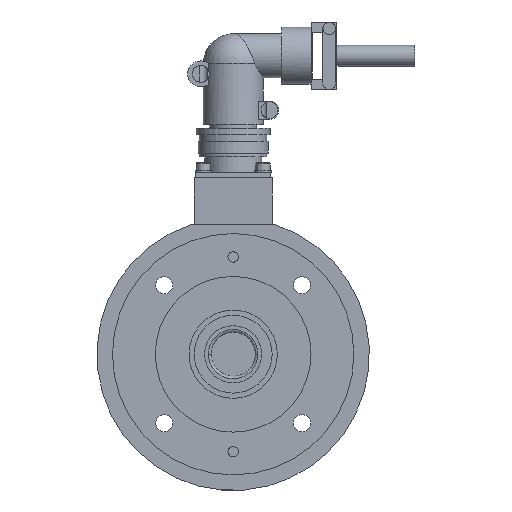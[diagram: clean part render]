
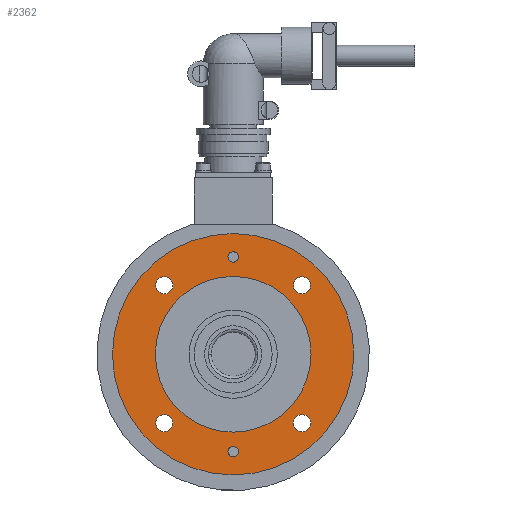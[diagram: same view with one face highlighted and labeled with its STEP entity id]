
A CAD part, left-side view. The second image highlights one B-rep face of the part: STEP entity #2362.
In plain terms, the highlighted face is planar.
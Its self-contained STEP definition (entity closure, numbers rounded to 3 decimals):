
#1778=CARTESIAN_POINT('',(1.425,30.,0.0));
#1779=VERTEX_POINT('',#1778);
#1795=CARTESIAN_POINT('',(1.425,-30.,0.));
#1796=VERTEX_POINT('',#1795);
#1803=CARTESIAN_POINT('',(1.425,0.,0.0));
#1804=DIRECTION('',(1.0,0.0,0.0));
#1805=DIRECTION('',(0.0,1.0,0.0));
#1806=AXIS2_PLACEMENT_3D('',#1803,#1804,#1805);
#1807=CIRCLE('',#1806,30.);
#1808=EDGE_CURVE('',#1796,#1779,#1807,.T.);
#1818=CARTESIAN_POINT('',(1.425,46.5,0.0));
#1819=VERTEX_POINT('',#1818);
#1828=CARTESIAN_POINT('',(1.425,-46.5,0.));
#1829=VERTEX_POINT('',#1828);
#1830=CARTESIAN_POINT('',(1.425,0.,0.0));
#1831=DIRECTION('',(1.0,0.0,0.0));
#1832=DIRECTION('',(0.0,1.0,0.0));
#1833=AXIS2_PLACEMENT_3D('',#1830,#1831,#1832);
#1834=CIRCLE('',#1833,46.5);
#1835=EDGE_CURVE('',#1829,#1819,#1834,.T.);
#1860=CARTESIAN_POINT('',(1.425,26.517,23.217));
#1861=VERTEX_POINT('',#1860);
#1870=CARTESIAN_POINT('',(1.425,26.517,29.817));
#1871=VERTEX_POINT('',#1870);
#1872=CARTESIAN_POINT('',(1.425,26.517,26.517));
#1873=DIRECTION('',(-1.0,0.0,0.0));
#1874=DIRECTION('',(0.0,0.0,-1.0));
#1875=AXIS2_PLACEMENT_3D('',#1872,#1873,#1874);
#1876=CIRCLE('',#1875,3.3);
#1877=EDGE_CURVE('',#1871,#1861,#1876,.T.);
#1902=CARTESIAN_POINT('',(1.425,-23.217,26.517));
#1903=VERTEX_POINT('',#1902);
#1912=CARTESIAN_POINT('',(1.425,-29.817,26.517));
#1913=VERTEX_POINT('',#1912);
#1914=CARTESIAN_POINT('',(1.425,-26.517,26.517));
#1915=DIRECTION('',(-1.0,0.0,0.0));
#1916=DIRECTION('',(0.0,1.0,0.0));
#1917=AXIS2_PLACEMENT_3D('',#1914,#1915,#1916);
#1918=CIRCLE('',#1917,3.3);
#1919=EDGE_CURVE('',#1913,#1903,#1918,.T.);
#1944=CARTESIAN_POINT('',(1.425,-26.517,-23.217));
#1945=VERTEX_POINT('',#1944);
#1954=CARTESIAN_POINT('',(1.425,-26.517,-29.817));
#1955=VERTEX_POINT('',#1954);
#1956=CARTESIAN_POINT('',(1.425,-26.517,-26.517));
#1957=DIRECTION('',(-1.0,0.0,0.0));
#1958=DIRECTION('',(0.0,0.0,1.0));
#1959=AXIS2_PLACEMENT_3D('',#1956,#1957,#1958);
#1960=CIRCLE('',#1959,3.3);
#1961=EDGE_CURVE('',#1955,#1945,#1960,.T.);
#1986=CARTESIAN_POINT('',(1.425,23.217,-26.517));
#1987=VERTEX_POINT('',#1986);
#1996=CARTESIAN_POINT('',(1.425,29.817,-26.517));
#1997=VERTEX_POINT('',#1996);
#1998=CARTESIAN_POINT('',(1.425,26.517,-26.517));
#1999=DIRECTION('',(-1.0,0.0,0.0));
#2000=DIRECTION('',(0.0,-1.0,0.0));
#2001=AXIS2_PLACEMENT_3D('',#1998,#1999,#2000);
#2002=CIRCLE('',#2001,3.3);
#2003=EDGE_CURVE('',#1997,#1987,#2002,.T.);
#2028=CARTESIAN_POINT('',(1.425,37.5,-2.));
#2029=VERTEX_POINT('',#2028);
#2038=CARTESIAN_POINT('',(1.425,37.5,2.));
#2039=VERTEX_POINT('',#2038);
#2040=CARTESIAN_POINT('',(1.425,37.5,0.));
#2041=DIRECTION('',(-1.0,0.0,0.0));
#2042=DIRECTION('',(0.0,0.0,-1.0));
#2043=AXIS2_PLACEMENT_3D('',#2040,#2041,#2042);
#2044=CIRCLE('',#2043,2.0);
#2045=EDGE_CURVE('',#2039,#2029,#2044,.T.);
#2070=CARTESIAN_POINT('',(1.425,-37.5,2.));
#2071=VERTEX_POINT('',#2070);
#2080=CARTESIAN_POINT('',(1.425,-37.5,-2.));
#2081=VERTEX_POINT('',#2080);
#2082=CARTESIAN_POINT('',(1.425,-37.5,0.));
#2083=DIRECTION('',(-1.0,0.0,0.0));
#2084=DIRECTION('',(0.0,0.0,1.0));
#2085=AXIS2_PLACEMENT_3D('',#2082,#2083,#2084);
#2086=CIRCLE('',#2085,2.0);
#2087=EDGE_CURVE('',#2081,#2071,#2086,.T.);
#2121=CARTESIAN_POINT('',(1.425,-37.5,0.));
#2122=DIRECTION('',(-1.0,0.0,0.0));
#2123=DIRECTION('',(0.0,0.0,1.0));
#2124=AXIS2_PLACEMENT_3D('',#2121,#2122,#2123);
#2125=CIRCLE('',#2124,2.0);
#2126=EDGE_CURVE('',#2071,#2081,#2125,.T.);
#2145=CARTESIAN_POINT('',(1.425,37.5,0.));
#2146=DIRECTION('',(-1.0,0.0,0.0));
#2147=DIRECTION('',(0.0,0.0,-1.0));
#2148=AXIS2_PLACEMENT_3D('',#2145,#2146,#2147);
#2149=CIRCLE('',#2148,2.0);
#2150=EDGE_CURVE('',#2029,#2039,#2149,.T.);
#2169=CARTESIAN_POINT('',(1.425,26.517,-26.517));
#2170=DIRECTION('',(-1.0,0.0,0.0));
#2171=DIRECTION('',(0.0,-1.0,0.0));
#2172=AXIS2_PLACEMENT_3D('',#2169,#2170,#2171);
#2173=CIRCLE('',#2172,3.3);
#2174=EDGE_CURVE('',#1987,#1997,#2173,.T.);
#2193=CARTESIAN_POINT('',(1.425,-26.517,-26.517));
#2194=DIRECTION('',(-1.0,0.0,0.0));
#2195=DIRECTION('',(0.0,0.0,1.0));
#2196=AXIS2_PLACEMENT_3D('',#2193,#2194,#2195);
#2197=CIRCLE('',#2196,3.3);
#2198=EDGE_CURVE('',#1945,#1955,#2197,.T.);
#2217=CARTESIAN_POINT('',(1.425,-26.517,26.517));
#2218=DIRECTION('',(-1.0,0.0,0.0));
#2219=DIRECTION('',(0.0,1.0,0.0));
#2220=AXIS2_PLACEMENT_3D('',#2217,#2218,#2219);
#2221=CIRCLE('',#2220,3.3);
#2222=EDGE_CURVE('',#1903,#1913,#2221,.T.);
#2241=CARTESIAN_POINT('',(1.425,26.517,26.517));
#2242=DIRECTION('',(-1.0,0.0,0.0));
#2243=DIRECTION('',(0.0,0.0,-1.0));
#2244=AXIS2_PLACEMENT_3D('',#2241,#2242,#2243);
#2245=CIRCLE('',#2244,3.3);
#2246=EDGE_CURVE('',#1861,#1871,#2245,.T.);
#2309=CARTESIAN_POINT('',(1.425,0.,0.0));
#2310=DIRECTION('',(1.0,0.0,0.0));
#2311=DIRECTION('',(0.0,1.0,0.0));
#2312=AXIS2_PLACEMENT_3D('',#2309,#2310,#2311);
#2313=CIRCLE('',#2312,46.5);
#2314=EDGE_CURVE('',#1819,#1829,#2313,.T.);
#2319=CARTESIAN_POINT('',(1.425,38.25,0.0));
#2320=DIRECTION('',(1.0,0.0,0.0));
#2321=DIRECTION('',(0.0,0.0,-1.0));
#2322=AXIS2_PLACEMENT_3D('',#2319,#2320,#2321);
#2323=PLANE('',#2322);
#2324=ORIENTED_EDGE('',*,*,#2314,.T.);
#2325=ORIENTED_EDGE('',*,*,#1835,.T.);
#2326=EDGE_LOOP('',(#2324,#2325));
#2327=FACE_OUTER_BOUND('',#2326,.T.);
#2328=ORIENTED_EDGE('',*,*,#2126,.T.);
#2329=ORIENTED_EDGE('',*,*,#2087,.T.);
#2330=EDGE_LOOP('',(#2328,#2329));
#2331=FACE_BOUND('',#2330,.T.);
#2332=ORIENTED_EDGE('',*,*,#2150,.T.);
#2333=ORIENTED_EDGE('',*,*,#2045,.T.);
#2334=EDGE_LOOP('',(#2332,#2333));
#2335=FACE_BOUND('',#2334,.T.);
#2336=ORIENTED_EDGE('',*,*,#2174,.T.);
#2337=ORIENTED_EDGE('',*,*,#2003,.T.);
#2338=EDGE_LOOP('',(#2336,#2337));
#2339=FACE_BOUND('',#2338,.T.);
#2340=ORIENTED_EDGE('',*,*,#2198,.T.);
#2341=ORIENTED_EDGE('',*,*,#1961,.T.);
#2342=EDGE_LOOP('',(#2340,#2341));
#2343=FACE_BOUND('',#2342,.T.);
#2344=ORIENTED_EDGE('',*,*,#2222,.T.);
#2345=ORIENTED_EDGE('',*,*,#1919,.T.);
#2346=EDGE_LOOP('',(#2344,#2345));
#2347=FACE_BOUND('',#2346,.T.);
#2348=ORIENTED_EDGE('',*,*,#2246,.T.);
#2349=ORIENTED_EDGE('',*,*,#1877,.T.);
#2350=EDGE_LOOP('',(#2348,#2349));
#2351=FACE_BOUND('',#2350,.T.);
#2352=CARTESIAN_POINT('',(1.425,0.,0.0));
#2353=DIRECTION('',(1.0,0.0,0.0));
#2354=DIRECTION('',(0.0,1.0,0.0));
#2355=AXIS2_PLACEMENT_3D('',#2352,#2353,#2354);
#2356=CIRCLE('',#2355,30.);
#2357=EDGE_CURVE('',#1779,#1796,#2356,.T.);
#2358=ORIENTED_EDGE('',*,*,#2357,.F.);
#2359=ORIENTED_EDGE('',*,*,#1808,.F.);
#2360=EDGE_LOOP('',(#2358,#2359));
#2361=FACE_BOUND('',#2360,.T.);
#2362=ADVANCED_FACE('',(#2327,#2331,#2335,#2339,#2343,#2347,#2351,#2361),#2323,.T.);
